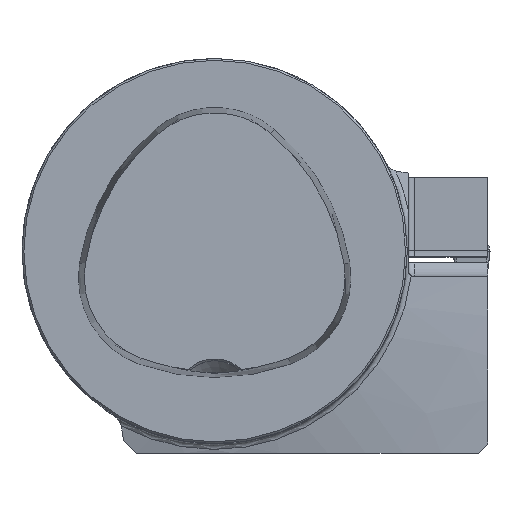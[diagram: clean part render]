
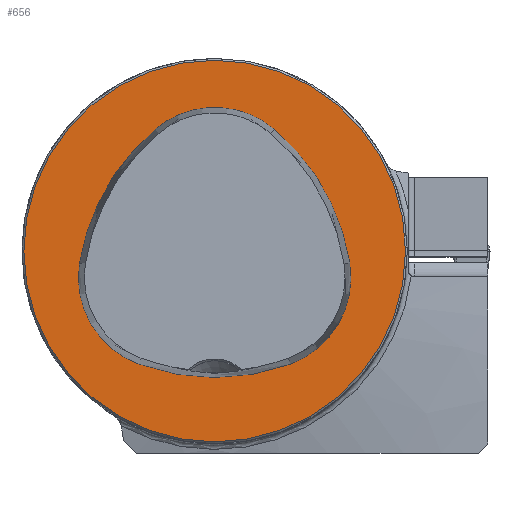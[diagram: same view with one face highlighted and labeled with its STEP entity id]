
A CAD part, top view. The second image highlights one B-rep face of the part: STEP entity #656.
In plain terms, the highlighted planar face has unit normal (0, 0, 1).
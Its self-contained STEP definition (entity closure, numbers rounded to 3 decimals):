
#111=FACE_BOUND('',#901,.T.);
#112=FACE_BOUND('',#902,.T.);
#176=PLANE('',#2363);
#656=ADVANCED_FACE('CU_FL_N1_SU_1',(#111,#112),#176,.T.);
#901=EDGE_LOOP('',(#1257,#1258,#1259,#1260,#1261,#1262));
#902=EDGE_LOOP('',(#1263));
#1008=CIRCLE('',#2354,36.075);
#1010=CIRCLE('',#2357,36.075);
#1011=CIRCLE('',#2358,15.075);
#1012=CIRCLE('',#2359,15.075);
#1013=CIRCLE('',#2360,36.075);
#1014=CIRCLE('',#2361,15.075);
#1015=CIRCLE('',#2362,31.2);
#1257=ORIENTED_EDGE('',*,*,#2042,.F.);
#1258=ORIENTED_EDGE('',*,*,#2043,.F.);
#1259=ORIENTED_EDGE('',*,*,#2035,.F.);
#1260=ORIENTED_EDGE('',*,*,#2044,.F.);
#1261=ORIENTED_EDGE('',*,*,#2045,.F.);
#1262=ORIENTED_EDGE('',*,*,#2046,.F.);
#1263=ORIENTED_EDGE('',*,*,#2047,.T.);
#1795=VERTEX_POINT('',#3762);
#1796=VERTEX_POINT('',#3764);
#1802=VERTEX_POINT('',#3796);
#1803=VERTEX_POINT('',#3797);
#1804=VERTEX_POINT('',#3800);
#1805=VERTEX_POINT('',#3802);
#1806=VERTEX_POINT('',#3805);
#2035=EDGE_CURVE('',#1795,#1796,#1008,.T.);
#2042=EDGE_CURVE('',#1802,#1803,#1010,.T.);
#2043=EDGE_CURVE('',#1796,#1802,#1011,.T.);
#2044=EDGE_CURVE('',#1804,#1795,#1012,.T.);
#2045=EDGE_CURVE('',#1805,#1804,#1013,.T.);
#2046=EDGE_CURVE('',#1803,#1805,#1014,.T.);
#2047=EDGE_CURVE('',#1806,#1806,#1015,.T.);
#2354=AXIS2_PLACEMENT_3D('',#3763,#2699,#2700);
#2357=AXIS2_PLACEMENT_3D('',#3795,#2706,#2707);
#2358=AXIS2_PLACEMENT_3D('',#3798,#2708,#2709);
#2359=AXIS2_PLACEMENT_3D('',#3799,#2710,#2711);
#2360=AXIS2_PLACEMENT_3D('',#3801,#2712,#2713);
#2361=AXIS2_PLACEMENT_3D('',#3803,#2714,#2715);
#2362=AXIS2_PLACEMENT_3D('',#3804,#2716,#2717);
#2363=AXIS2_PLACEMENT_3D('',#3806,#2718,#2719);
#2699=DIRECTION('',(0.,0.,1.));
#2700=DIRECTION('',(-1.,0.,0.));
#2706=DIRECTION('',(0.,0.,1.));
#2707=DIRECTION('',(-1.,0.,0.));
#2708=DIRECTION('',(0.,0.,1.));
#2709=DIRECTION('',(-1.,0.,0.));
#2710=DIRECTION('',(0.,0.,1.));
#2711=DIRECTION('',(-1.,0.,0.));
#2712=DIRECTION('',(0.,0.,1.));
#2713=DIRECTION('',(-1.,0.,0.));
#2714=DIRECTION('',(0.,0.,1.));
#2715=DIRECTION('',(-1.,0.,0.));
#2716=DIRECTION('',(0.,0.,1.));
#2717=DIRECTION('',(-1.,0.,0.));
#2718=DIRECTION('',(0.,0.,1.));
#2719=DIRECTION('',(-1.,0.,0.));
#3762=CARTESIAN_POINT('',(-12.368,-18.489,0.));
#3763=CARTESIAN_POINT('',(0.,15.4,0.));
#3764=CARTESIAN_POINT('',(12.368,-18.489,0.));
#3795=CARTESIAN_POINT('',(-13.535,-7.656,0.));
#3796=CARTESIAN_POINT('',(22.084,-1.937,0.));
#3797=CARTESIAN_POINT('',(9.716,19.927,0.));
#3798=CARTESIAN_POINT('',(7.2,-4.327,0.));
#3799=CARTESIAN_POINT('',(-7.2,-4.327,0.));
#3800=CARTESIAN_POINT('',(-22.084,-1.937,0.));
#3801=CARTESIAN_POINT('',(13.535,-7.656,0.));
#3802=CARTESIAN_POINT('',(-9.716,19.927,0.));
#3803=CARTESIAN_POINT('',(0.,8.4,0.));
#3804=CARTESIAN_POINT('',(0.,0.,0.));
#3805=CARTESIAN_POINT('',(-31.2,0.,0.));
#3806=CARTESIAN_POINT('',(0.,0.,0.));
